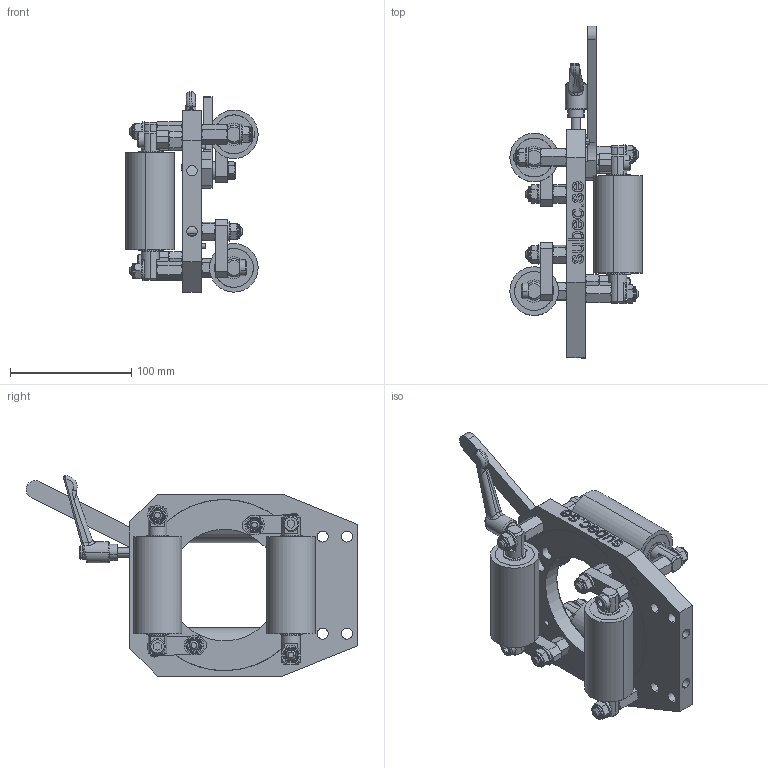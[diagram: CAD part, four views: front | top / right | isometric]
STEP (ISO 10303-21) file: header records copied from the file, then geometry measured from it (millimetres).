
FILE_DESCRIPTION (( 'STEP AP214' ), '1' );
FILE_NAME ('160628 STEP 3-400301-00 1181A.STEP', '2016-06-28T12:09:11', ( '' ), ( '' ), 'SwSTEP 2.0', 'SolidWorks 2012', '' );
FILE_SCHEMA (( 'AUTOMOTIVE_DESIGN' ));
Length unit declared in the file: millimetre
Products named in the file (1): 160628 STEP 3-400301-00 1181A
Bounding box: 109 x 273.26 x 165 mm (x, y, z)
Surface area: 166136.4 mm2 (no closed solid volume)
Topology: 0 solids, 94 shells, 865 faces, 2360 edges, 1615 vertices
Faces by surface type: plane 400, cylinder 210, cone 152, bspline 89, torus 14
Entity records: 43626 total; most frequent: CARTESIAN_POINT 12772, DIRECTION 4321, ORIENTED_EDGE 4136, EDGE_CURVE 2358, AXIS2_PLACEMENT_3D 1650, VERTEX_POINT 1615, EDGE_LOOP 1027, LINE 1021
